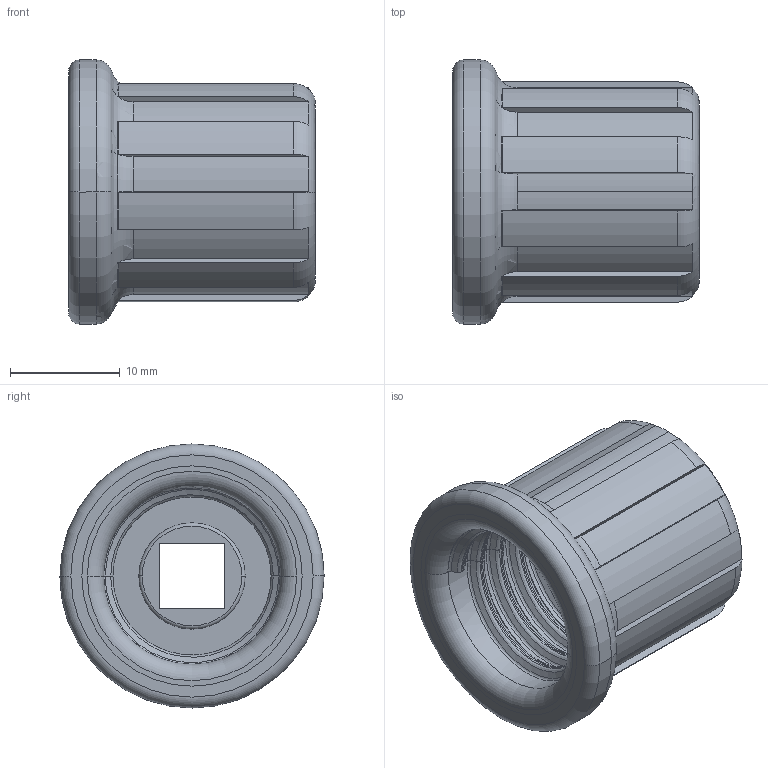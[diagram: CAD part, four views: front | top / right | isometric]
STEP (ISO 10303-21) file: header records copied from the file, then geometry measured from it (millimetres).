
FILE_DESCRIPTION(('CATIA V5 STEP Exchange'),'2;1');
FILE_NAME('BOS_V2_LEVEL_SENSOR_CAP.stp','2023-11-26T18:54:36+00:00',('none'),('none'),'CATIA Unofficial Packaging Version SP3','CATIA V5 STEP AP203','none');
FILE_SCHEMA(('CONFIG_CONTROL_DESIGN'));
Length unit declared in the file: millimetre
Products named in the file (1): BOS_V2_LEVEL_SENSOR_CAP
Bounding box: 22.5 x 24.1 x 24.1 mm (x, y, z)
Volume: 3709.2 mm3; surface area: 3682.4 mm2
Topology: 1 solids, 1 shells, 161 faces, 383 edges, 228 vertices
Faces by surface type: bspline 64, cylinder 35, torus 32, plane 30
Entity records: 6221 total; most frequent: CARTESIAN_POINT 3187, ORIENTED_EDGE 766, EDGE_CURVE 383, DIRECTION 373, AXIS2_PLACEMENT_3D 233, VERTEX_POINT 228, CIRCLE 171, EDGE_LOOP 167
